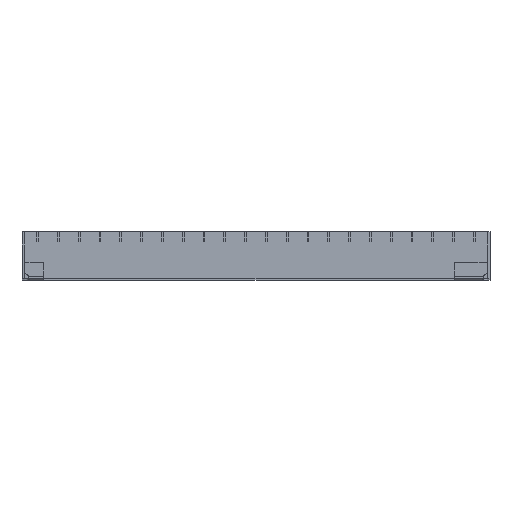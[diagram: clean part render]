
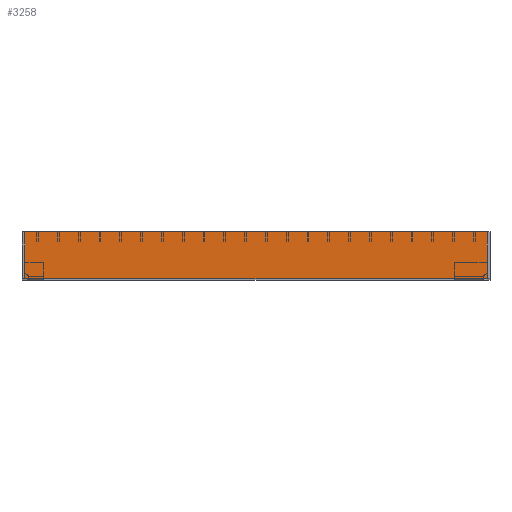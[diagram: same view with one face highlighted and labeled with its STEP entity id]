
A CAD part, top view. The second image highlights one B-rep face of the part: STEP entity #3258.
In plain terms, the highlighted planar face has unit normal (0, 0, 1).
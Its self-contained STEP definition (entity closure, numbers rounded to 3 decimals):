
#255 = ORIENTED_EDGE ( 'NONE', *, *, #2012, .T. ) ;
#515 = PLANE ( 'NONE',  #3007 ) ;
#671 = ORIENTED_EDGE ( 'NONE', *, *, #3692, .T. ) ;
#794 = CARTESIAN_POINT ( 'NONE',  ( -63.234, 45.593, 3. ) ) ;
#875 = EDGE_CURVE ( 'NONE', #5660, #2589, #1384, .T. ) ;
#1083 = DIRECTION ( 'NONE',  ( 1., 0., 0. ) ) ;
#1200 = VECTOR ( 'NONE', #2765, 1000. ) ;
#1384 = LINE ( 'NONE', #6080, #1200 ) ;
#1759 = CARTESIAN_POINT ( 'NONE',  ( -63.234, -4.407, 3. ) ) ;
#1913 = CARTESIAN_POINT ( 'NONE',  ( -63.234, 45.593, 3. ) ) ;
#2012 = EDGE_CURVE ( 'NONE', #2589, #5947, #2744, .T. ) ;
#2589 = VERTEX_POINT ( 'NONE', #1759 ) ;
#2744 = LINE ( 'NONE', #6366, #6976 ) ;
#2765 = DIRECTION ( 'NONE',  ( 0., -1., 0. ) ) ;
#2837 = EDGE_CURVE ( 'NONE', #6217, #5660, #6104, .T. ) ;
#3007 = AXIS2_PLACEMENT_3D ( 'NONE', #6609, #4424, #1083 ) ;
#3083 = DIRECTION ( 'NONE',  ( 1., 0., 0. ) ) ;
#3258 = ADVANCED_FACE ( 'NONE', ( #5671 ), #515, .T. ) ;
#3360 = ORIENTED_EDGE ( 'NONE', *, *, #2837, .T. ) ;
#3606 = CARTESIAN_POINT ( 'NONE',  ( 430.766, 45.593, 3. ) ) ;
#3692 = EDGE_CURVE ( 'NONE', #5947, #6217, #5062, .T. ) ;
#4424 = DIRECTION ( 'NONE',  ( 0., 0., 1. ) ) ;
#5062 = LINE ( 'NONE', #3606, #6530 ) ;
#5223 = DIRECTION ( 'NONE',  ( -1., 0., 0. ) ) ;
#5232 = EDGE_LOOP ( 'NONE', ( #7075, #255, #671, #3360 ) ) ;
#5660 = VERTEX_POINT ( 'NONE', #794 ) ;
#5671 = FACE_OUTER_BOUND ( 'NONE', #5232, .T. ) ;
#5947 = VERTEX_POINT ( 'NONE', #7035 ) ;
#6080 = CARTESIAN_POINT ( 'NONE',  ( -63.234, 45.593, 3. ) ) ;
#6104 = LINE ( 'NONE', #1913, #6283 ) ;
#6124 = CARTESIAN_POINT ( 'NONE',  ( 430.766, 45.593, 3. ) ) ;
#6217 = VERTEX_POINT ( 'NONE', #6124 ) ;
#6283 = VECTOR ( 'NONE', #5223, 1000. ) ;
#6366 = CARTESIAN_POINT ( 'NONE',  ( -63.234, -4.407, 3. ) ) ;
#6530 = VECTOR ( 'NONE', #6902, 1000. ) ;
#6609 = CARTESIAN_POINT ( 'NONE',  ( -63.234, -4.407, 3. ) ) ;
#6902 = DIRECTION ( 'NONE',  ( 0., 1., 0. ) ) ;
#6976 = VECTOR ( 'NONE', #3083, 1000. ) ;
#7035 = CARTESIAN_POINT ( 'NONE',  ( 430.766, -4.407, 3. ) ) ;
#7075 = ORIENTED_EDGE ( 'NONE', *, *, #875, .T. ) ;
